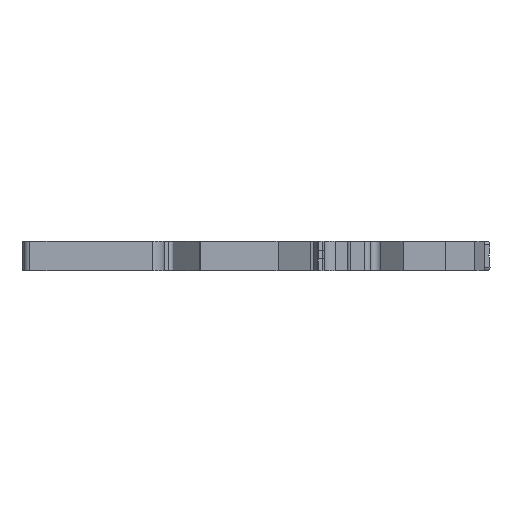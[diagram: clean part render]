
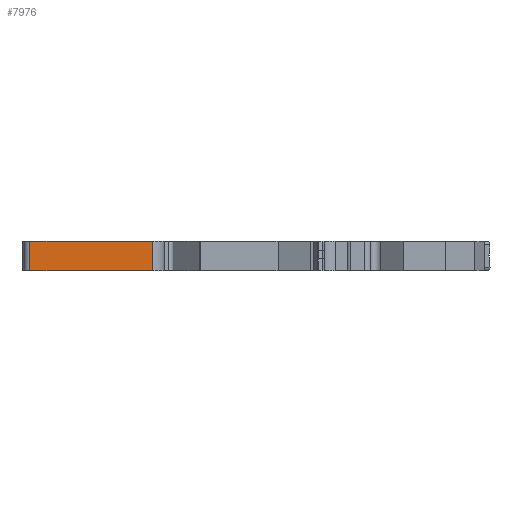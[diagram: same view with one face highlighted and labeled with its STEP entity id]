
A CAD part, front view. The second image highlights one B-rep face of the part: STEP entity #7976.
In plain terms, the highlighted planar face has unit normal (0, -1, 0).
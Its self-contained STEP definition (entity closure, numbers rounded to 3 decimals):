
#2322=DIRECTION('',(0.,0.,-1.));
#2323=VECTOR('',#2322,5.);
#2324=CARTESIAN_POINT('',(-38.8,0.,0.));
#2325=LINE('',#2324,#2323);
#2326=DIRECTION('',(1.,0.,0.));
#2327=VECTOR('',#2326,21.05);
#2328=CARTESIAN_POINT('',(-38.8,0.,0.));
#2329=LINE('',#2328,#2327);
#2330=DIRECTION('',(-1.,0.,0.));
#2331=VECTOR('',#2330,21.05);
#2332=CARTESIAN_POINT('',(-17.75,0.,-5.));
#2333=LINE('',#2332,#2331);
#2334=DIRECTION('',(0.,0.,1.));
#2335=VECTOR('',#2334,5.);
#2336=CARTESIAN_POINT('',(-17.75,0.,-5.));
#2337=LINE('',#2336,#2335);
#3993=CARTESIAN_POINT('',(-17.75,0.,0.));
#3994=VERTEX_POINT('',#3993);
#3995=CARTESIAN_POINT('',(-38.8,0.,0.));
#3996=VERTEX_POINT('',#3995);
#4507=CARTESIAN_POINT('',(-38.8,0.,-5.));
#4508=VERTEX_POINT('',#4507);
#4509=CARTESIAN_POINT('',(-17.75,0.,-5.));
#4510=VERTEX_POINT('',#4509);
#7964=CARTESIAN_POINT('',(-28.275,0.,-2.5));
#7965=DIRECTION('',(0.,1.,0.));
#7966=DIRECTION('',(1.,0.,0.));
#7967=AXIS2_PLACEMENT_3D('',#7964,#7965,#7966);
#7968=PLANE('',#7967);
#7969=ORIENTED_EDGE('',*,*,#7957,.F.);
#7970=ORIENTED_EDGE('',*,*,#5241,.T.);
#7972=ORIENTED_EDGE('',*,*,#7971,.F.);
#7973=ORIENTED_EDGE('',*,*,#5976,.T.);
#7974=EDGE_LOOP('',(#7969,#7970,#7972,#7973));
#7975=FACE_OUTER_BOUND('',#7974,.F.);
#5241=EDGE_CURVE('',#3996,#3994,#2329,.T.);
#5976=EDGE_CURVE('',#4510,#4508,#2333,.T.);
#7957=EDGE_CURVE('',#3996,#4508,#2325,.T.);
#7971=EDGE_CURVE('',#4510,#3994,#2337,.T.);
#7976=ADVANCED_FACE('',(#7975),#7968,.F.);
